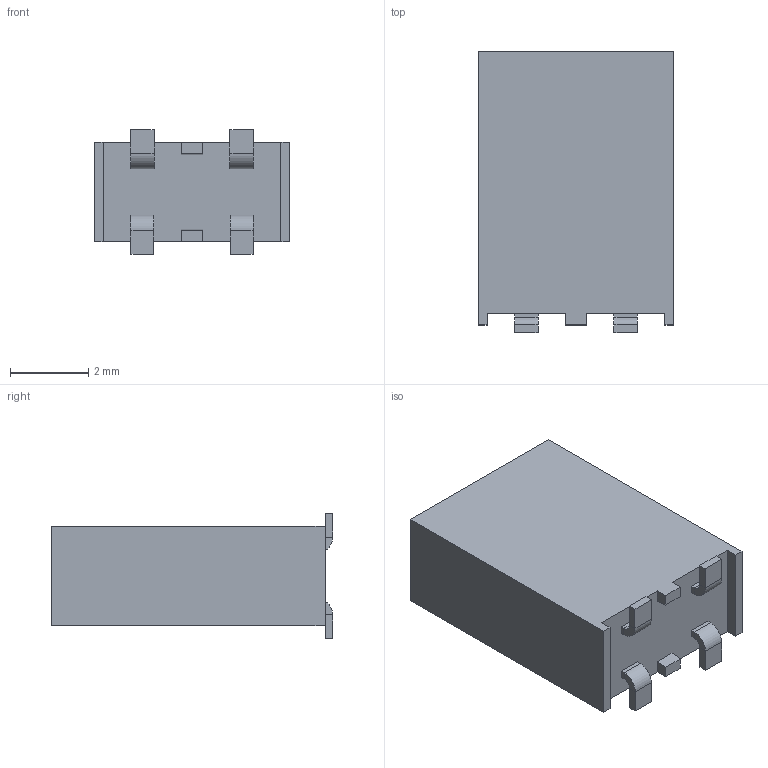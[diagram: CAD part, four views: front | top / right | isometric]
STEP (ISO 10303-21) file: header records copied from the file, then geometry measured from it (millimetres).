
FILE_DESCRIPTION((''),'2;1');
FILE_NAME('91601-Y02_SW0001','2009-09-30T',('sspandia'),('FCI - ELX Division'),'PRO/ENGINEER BY PARAMETRIC TECHNOLOGY CORPORATION, 2008010','PRO/ENGINEER BY PARAMETRIC TECHNOLOGY CORPORATION, 2008010','');
FILE_SCHEMA(('CONFIG_CONTROL_DESIGN'));
Length unit declared in the file: millimetre
Products named in the file (1): 91601-Y02_SW0001
Bounding box: 5 x 7.2 x 3.19 mm (x, y, z)
Volume: 84.8 mm3; surface area: 140.6 mm2
Topology: 1 solids, 1 shells, 88 faces, 200 edges, 120 vertices
Faces by surface type: plane 80, cylinder 8
Entity records: 2418 total; most frequent: CARTESIAN_POINT 408, ORIENTED_EDGE 400, DIRECTION 392, EDGE_CURVE 200, VECTOR 184, LINE 184, VERTEX_POINT 120, AXIS2_PLACEMENT_3D 104
